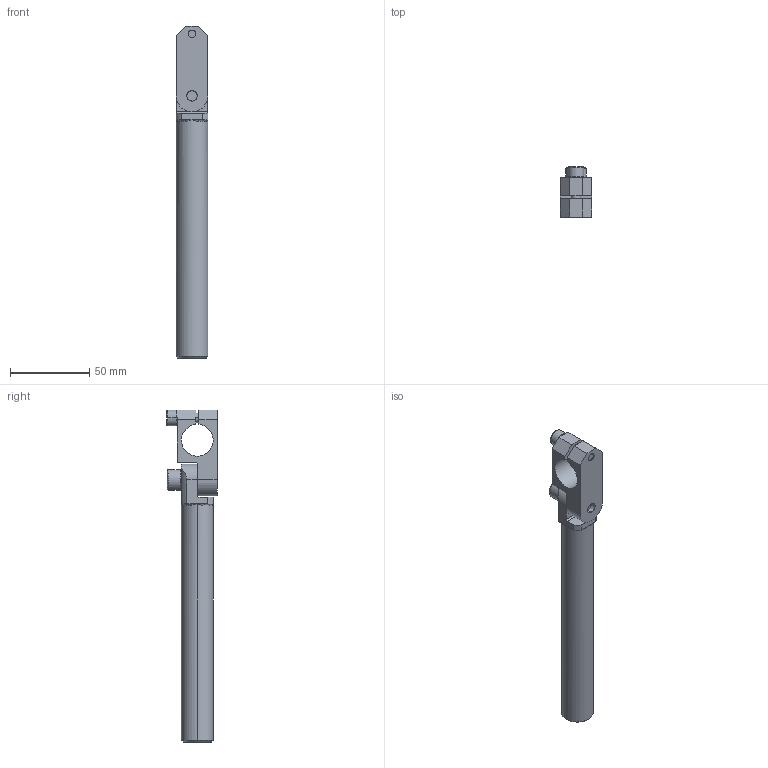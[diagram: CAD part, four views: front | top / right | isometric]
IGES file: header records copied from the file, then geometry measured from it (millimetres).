
Global section: file name: No Iges File Name specified; native system: AutoDesk Inventor R11.0; preprocessor: AutoDesk Inventor Iges Exporter R11.0; author: No Author specified; organization: No Organization specified; date: 20080117.100206; units: millimetre
Bounding box: 20 x 31.7 x 209 mm (x, y, z)
Volume: 38063.5 mm3; surface area: 27515.8 mm2
Topology: 6 solids, 6 shells, 122 faces, 302 edges, 185 vertices
Faces by surface type: plane 49, bspline 28, cylinder 24, revolution 11, cone 10
